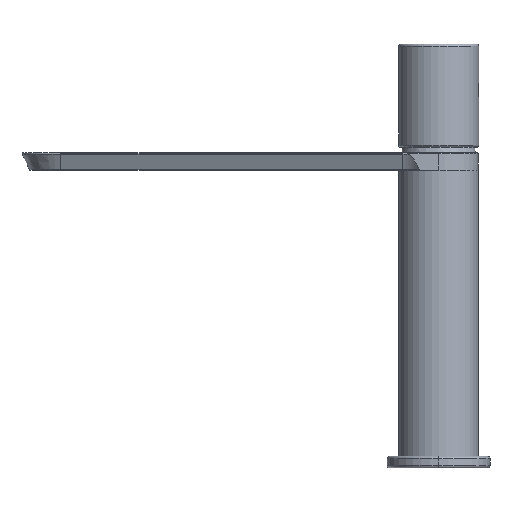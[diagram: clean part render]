
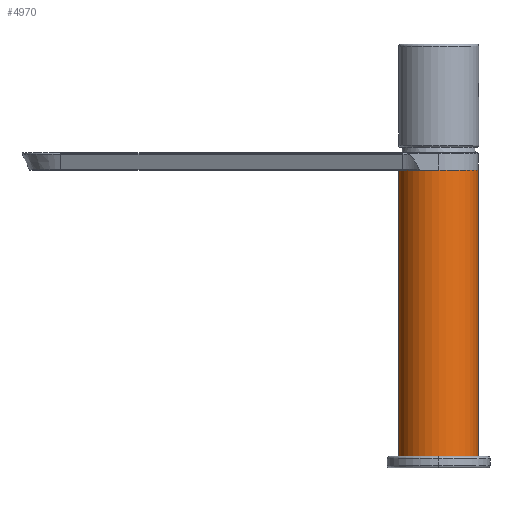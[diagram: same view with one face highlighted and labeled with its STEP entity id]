
A CAD part, top view. The second image highlights one B-rep face of the part: STEP entity #4970.
In plain terms, the highlighted cylindrical face has radius 17.5 mm (diameter 35 mm), a partial arc.
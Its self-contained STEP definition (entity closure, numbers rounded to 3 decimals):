
#261 = DIRECTION ( 'NONE',  ( 0., 1., 0. ) ) ;
#316 = CARTESIAN_POINT ( 'NONE',  ( -17.667, 132.52, 275. ) ) ;
#849 = FACE_OUTER_BOUND ( 'NONE', #2020, .T. ) ;
#1682 = AXIS2_PLACEMENT_3D ( 'NONE', #316, #7535, #3081 ) ;
#2020 = EDGE_LOOP ( 'NONE', ( #2293, #8400, #5698, #5557 ) ) ;
#2293 = ORIENTED_EDGE ( 'NONE', *, *, #10431, .T. ) ;
#2315 = DIRECTION ( 'NONE',  ( 0., 1., 0. ) ) ;
#2674 = VECTOR ( 'NONE', #9966, 1000. ) ;
#3081 = DIRECTION ( 'NONE',  ( -0.986, 0., -0.164 ) ) ;
#3160 = CARTESIAN_POINT ( 'NONE',  ( -17.667, -7.59, 275. ) ) ;
#3632 = CARTESIAN_POINT ( 'NONE',  ( -0.404, 132.52, 277.872 ) ) ;
#4855 = CARTESIAN_POINT ( 'NONE',  ( -0.404, 117.41, 277.872 ) ) ;
#4970 = ADVANCED_FACE ( 'NONE', ( #849 ), #9454, .T. ) ;
#5253 = EDGE_CURVE ( 'NONE', #10790, #9173, #7460, .T. ) ;
#5367 = EDGE_CURVE ( 'NONE', #5735, #8325, #6168, .T. ) ;
#5557 = ORIENTED_EDGE ( 'NONE', *, *, #5367, .F. ) ;
#5698 = ORIENTED_EDGE ( 'NONE', *, *, #6550, .F. ) ;
#5735 = VERTEX_POINT ( 'NONE', #9736 ) ;
#6050 = CARTESIAN_POINT ( 'NONE',  ( -34.93, 117.41, 272.128 ) ) ;
#6168 = LINE ( 'NONE', #11166, #10597 ) ;
#6550 = EDGE_CURVE ( 'NONE', #8325, #9173, #10342, .T. ) ;
#7460 = LINE ( 'NONE', #3632, #2674 ) ;
#7535 = DIRECTION ( 'NONE',  ( 0., 1., 0. ) ) ;
#8242 = CARTESIAN_POINT ( 'NONE',  ( -0.404, -7.59, 277.872 ) ) ;
#8325 = VERTEX_POINT ( 'NONE', #6050 ) ;
#8400 = ORIENTED_EDGE ( 'NONE', *, *, #5253, .T. ) ;
#8494 = DIRECTION ( 'NONE',  ( 0., 1., 0. ) ) ;
#8742 = AXIS2_PLACEMENT_3D ( 'NONE', #9409, #8494, #9331 ) ;
#9173 = VERTEX_POINT ( 'NONE', #4855 ) ;
#9331 = DIRECTION ( 'NONE',  ( -0.986, 0., -0.164 ) ) ;
#9409 = CARTESIAN_POINT ( 'NONE',  ( -17.667, 117.41, 275. ) ) ;
#9454 = CYLINDRICAL_SURFACE ( 'NONE', #1682, 17.5 ) ;
#9588 = DIRECTION ( 'NONE',  ( -0.986, 0., -0.164 ) ) ;
#9736 = CARTESIAN_POINT ( 'NONE',  ( -34.93, -7.59, 272.128 ) ) ;
#9966 = DIRECTION ( 'NONE',  ( 0., 1., 0. ) ) ;
#10227 = AXIS2_PLACEMENT_3D ( 'NONE', #3160, #2315, #9588 ) ;
#10342 = CIRCLE ( 'NONE', #8742, 17.5 ) ;
#10431 = EDGE_CURVE ( 'NONE', #5735, #10790, #11567, .T. ) ;
#10597 = VECTOR ( 'NONE', #261, 1000. ) ;
#10790 = VERTEX_POINT ( 'NONE', #8242 ) ;
#11166 = CARTESIAN_POINT ( 'NONE',  ( -34.93, 132.52, 272.128 ) ) ;
#11567 = CIRCLE ( 'NONE', #10227, 17.5 ) ;
